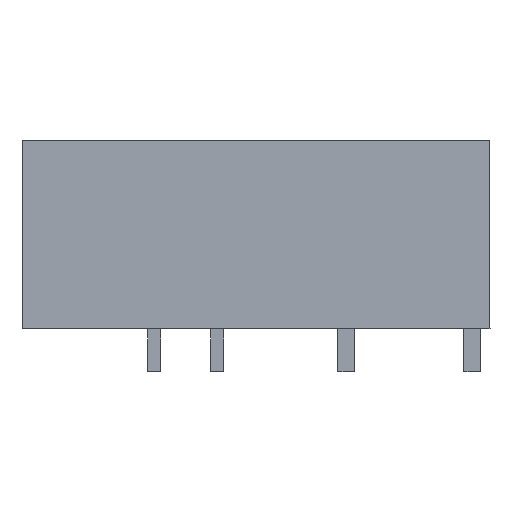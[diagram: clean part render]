
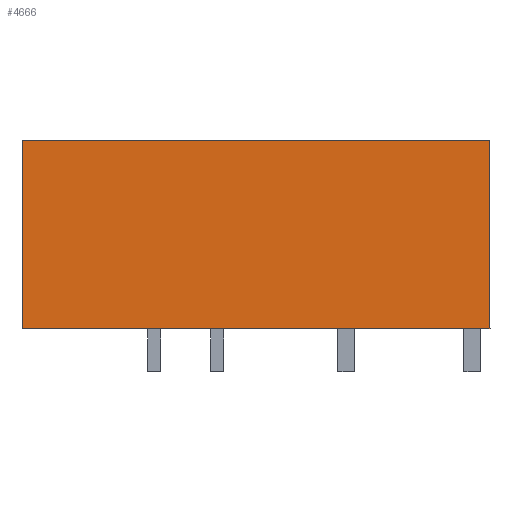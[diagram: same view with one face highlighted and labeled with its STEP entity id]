
A CAD part, left-side view. The second image highlights one B-rep face of the part: STEP entity #4666.
In plain terms, the highlighted planar face has unit normal (-1, 0, 0).
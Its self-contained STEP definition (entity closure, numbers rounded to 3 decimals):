
#4653=AXIS2_PLACEMENT_3D('Plane Axis2P3D',#4650,#4651,#4652) ;
#1444=CARTESIAN_POINT('Vertex',(0.,0.,14.)) ;
#1447=CARTESIAN_POINT('Line Origine',(0.,0.,8.3)) ;
#1451=CARTESIAN_POINT('Vertex',(0.,0.,2.6)) ;
#1599=CARTESIAN_POINT('Line Origine',(0.,14.15,2.6)) ;
#1603=CARTESIAN_POINT('Vertex',(0.,28.3,2.6)) ;
#3542=CARTESIAN_POINT('Vertex',(0.,28.3,14.)) ;
#3698=CARTESIAN_POINT('Line Origine',(0.,28.3,8.3)) ;
#4650=CARTESIAN_POINT('Axis2P3D Location',(0.,0.,17.5)) ;
#4655=CARTESIAN_POINT('Line Origine',(0.,14.15,14.)) ;
#1448=DIRECTION('Vector Direction',(0.,0.,-1.)) ;
#1600=DIRECTION('Vector Direction',(0.,-1.,0.)) ;
#3699=DIRECTION('Vector Direction',(0.,0.,1.)) ;
#4651=DIRECTION('Axis2P3D Direction',(-1.,0.,0.)) ;
#4652=DIRECTION('Axis2P3D XDirection',(0.,1.,0.)) ;
#4656=DIRECTION('Vector Direction',(0.,-1.,0.)) ;
#1449=VECTOR('Line Direction',#1448,1.) ;
#1601=VECTOR('Line Direction',#1600,1.) ;
#3700=VECTOR('Line Direction',#3699,1.) ;
#4657=VECTOR('Line Direction',#4656,1.) ;
#4661=ORIENTED_EDGE('',*,*,#4659,.F.) ;
#4662=ORIENTED_EDGE('',*,*,#3702,.F.) ;
#4663=ORIENTED_EDGE('',*,*,#1605,.T.) ;
#4664=ORIENTED_EDGE('',*,*,#1453,.T.) ;
#4666=ADVANCED_FACE('model',(#4665),#4654,.T.) ;
#1453=EDGE_CURVE('',#1452,#1445,#1450,.F.) ;
#1605=EDGE_CURVE('',#1604,#1452,#1602,.T.) ;
#3702=EDGE_CURVE('',#1604,#3543,#3701,.T.) ;
#4659=EDGE_CURVE('',#3543,#1445,#4658,.T.) ;
#4660=EDGE_LOOP('',(#4661,#4662,#4663,#4664)) ;
#4665=FACE_OUTER_BOUND('',#4660,.T.) ;
#1450=LINE('Line',#1447,#1449) ;
#1602=LINE('Line',#1599,#1601) ;
#3701=LINE('Line',#3698,#3700) ;
#4658=LINE('Line',#4655,#4657) ;
#4654=PLANE('',#4653) ;
#1445=VERTEX_POINT('',#1444) ;
#1452=VERTEX_POINT('',#1451) ;
#1604=VERTEX_POINT('',#1603) ;
#3543=VERTEX_POINT('',#3542) ;
